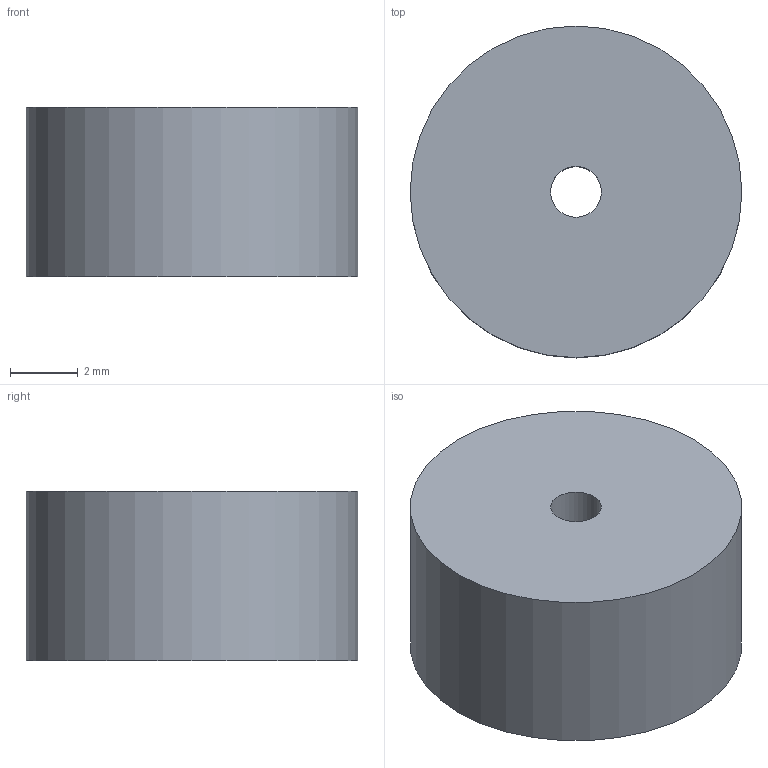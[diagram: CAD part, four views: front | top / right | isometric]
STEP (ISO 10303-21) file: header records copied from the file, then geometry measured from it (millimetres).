
FILE_DESCRIPTION(('HOOPS Exchange Step'),'2;1');
FILE_NAME('temp_export','2024-05-01T18:46:20-04:00',('brycenhavens'),('Shapr3D Limited'),'HOOPS Exchange 2023.2','Shapr3D','Authorized');
FILE_SCHEMA( ('AUTOMOTIVE_DESIGN { 1 0 10303 214 1 1 1 1 }') );
Length unit declared in the file: millimetre
Products named in the file (3): Wire Floor; Deliverable; root
Assembly tree (2 placements, depth 3):
  root
    Deliverable
      Wire Floor
Bounding box: 9.8 x 9.8 x 5 mm (x, y, z)
Volume: 368.3 mm3; surface area: 324.8 mm2
Topology: 1 solids, 1 shells, 4 faces, 7 edges, 5 vertices
Faces by surface type: cylinder 2, plane 2
Full cylindrical faces by diameter (mm): 1.5 x1, 9.8 x1
Entity records: 170 total; most frequent: DIRECTION 26, CARTESIAN_POINT 19, ORIENTED_EDGE 14, AXIS2_PLACEMENT_3D 12, EDGE_CURVE 7, EDGE_LOOP 6, FACE_BOUND 6, PRODUCT_DEFINITION_SHAPE 5
